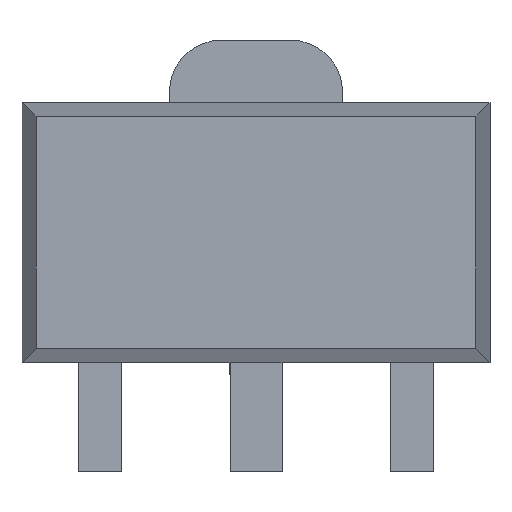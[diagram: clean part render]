
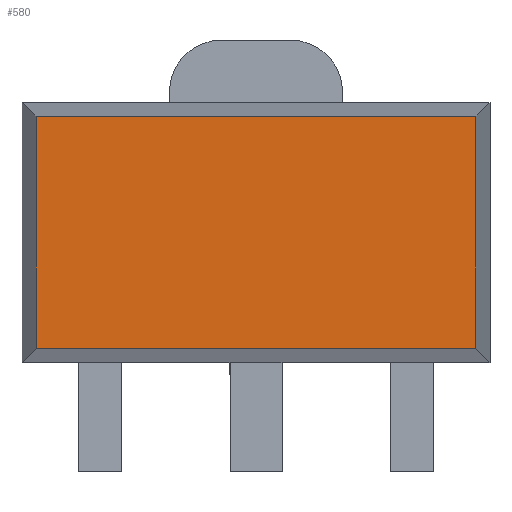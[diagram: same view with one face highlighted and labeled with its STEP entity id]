
A CAD part, top view. The second image highlights one B-rep face of the part: STEP entity #580.
In plain terms, the highlighted planar face has unit normal (0, 0, 1).
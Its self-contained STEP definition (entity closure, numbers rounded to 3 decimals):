
#8 = CARTESIAN_POINT ( 'NONE',  ( -2.115, -1.115, 1.1 ) ) ;
#19 = VECTOR ( 'NONE', #345, 1000. ) ;
#29 = DIRECTION ( 'NONE',  ( 0., -1., 0. ) ) ;
#84 = LINE ( 'NONE', #960, #885 ) ;
#160 = DIRECTION ( 'NONE',  ( -1., 0., 0. ) ) ;
#228 = VERTEX_POINT ( 'NONE', #2166 ) ;
#253 = FACE_OUTER_BOUND ( 'NONE', #3829, .T. ) ;
#343 = VERTEX_POINT ( 'NONE', #1943 ) ;
#345 = DIRECTION ( 'NONE',  ( -1., 0., 0. ) ) ;
#541 = ORIENTED_EDGE ( 'NONE', *, *, #2543, .T. ) ;
#580 = ADVANCED_FACE ( 'NONE', ( #253 ), #4403, .F. ) ;
#595 = EDGE_CURVE ( 'NONE', #2525, #228, #4456, .T. ) ;
#852 = DIRECTION ( 'NONE',  ( 1., 0., 0. ) ) ;
#885 = VECTOR ( 'NONE', #1303, 1000. ) ;
#945 = ORIENTED_EDGE ( 'NONE', *, *, #595, .T. ) ;
#960 = CARTESIAN_POINT ( 'NONE',  ( 2.115, 0., 1.1 ) ) ;
#1248 = CARTESIAN_POINT ( 'NONE',  ( 0., -1.115, 1.1 ) ) ;
#1303 = DIRECTION ( 'NONE',  ( 0., 1., 0. ) ) ;
#1654 = AXIS2_PLACEMENT_3D ( 'NONE', #4335, #2237, #160 ) ;
#1723 = CARTESIAN_POINT ( 'NONE',  ( 0., 1.115, 1.1 ) ) ;
#1727 = ORIENTED_EDGE ( 'NONE', *, *, #2946, .T. ) ;
#1943 = CARTESIAN_POINT ( 'NONE',  ( 2.115, 1.115, 1.1 ) ) ;
#2166 = CARTESIAN_POINT ( 'NONE',  ( 2.115, -1.115, 1.1 ) ) ;
#2182 = VERTEX_POINT ( 'NONE', #3450 ) ;
#2237 = DIRECTION ( 'NONE',  ( 0., 0., -1. ) ) ;
#2492 = EDGE_CURVE ( 'NONE', #343, #2182, #3714, .T. ) ;
#2525 = VERTEX_POINT ( 'NONE', #8 ) ;
#2543 = EDGE_CURVE ( 'NONE', #2182, #2525, #4423, .T. ) ;
#2680 = VECTOR ( 'NONE', #29, 1000. ) ;
#2713 = VECTOR ( 'NONE', #852, 1000. ) ;
#2787 = CARTESIAN_POINT ( 'NONE',  ( -2.115, 0., 1.1 ) ) ;
#2946 = EDGE_CURVE ( 'NONE', #228, #343, #84, .T. ) ;
#3450 = CARTESIAN_POINT ( 'NONE',  ( -2.115, 1.115, 1.1 ) ) ;
#3714 = LINE ( 'NONE', #1723, #19 ) ;
#3786 = ORIENTED_EDGE ( 'NONE', *, *, #2492, .T. ) ;
#3829 = EDGE_LOOP ( 'NONE', ( #1727, #3786, #541, #945 ) ) ;
#4335 = CARTESIAN_POINT ( 'NONE',  ( 0., 0., 1.1 ) ) ;
#4403 = PLANE ( 'NONE',  #1654 ) ;
#4423 = LINE ( 'NONE', #2787, #2680 ) ;
#4456 = LINE ( 'NONE', #1248, #2713 ) ;
